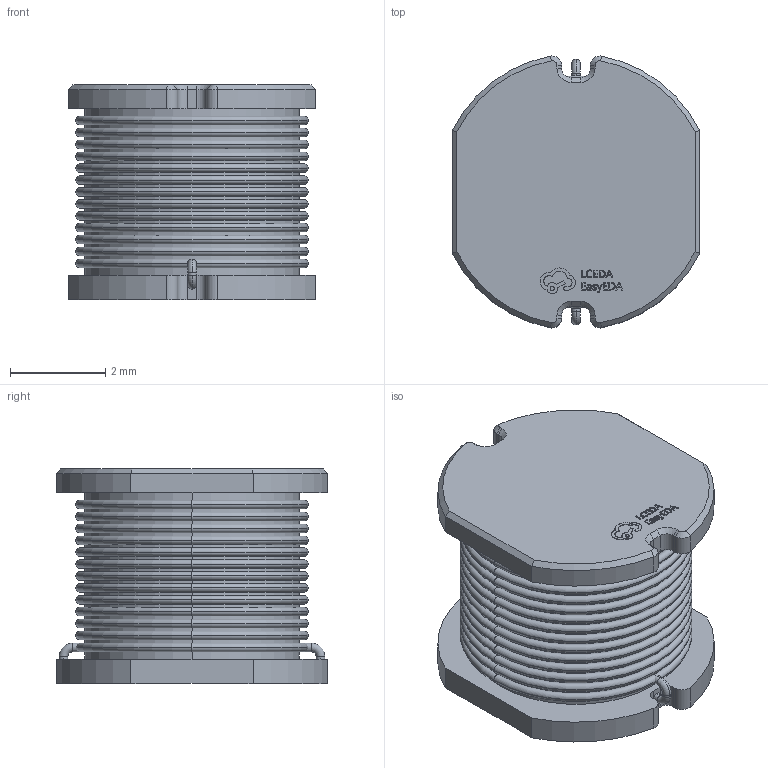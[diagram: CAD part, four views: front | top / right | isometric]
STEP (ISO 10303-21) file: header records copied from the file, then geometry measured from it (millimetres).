
FILE_DESCRIPTION (( 'STEP AP214' ), '1' );
FILE_NAME ('IND-SMD_L5.8-W5.2-H4.5_PIO54.step', '2024-10-14T01:59:39', ( '' ), ( '' ), 'SwSTEP 2.0', 'SolidWorks 2021', '' );
FILE_SCHEMA (( 'AUTOMOTIVE_DESIGN' ));
Length unit declared in the file: millimetre
Products named in the file (1): IND-SMD_L5.8-W5.2-H4.5_PIO54
Bounding box: 5.2 x 5.71 x 4.52 mm (x, y, z)
Volume: 85.4 mm3; surface area: 244.8 mm2
Topology: 14 solids, 14 shells, 366 faces, 949 edges, 606 vertices
Faces by surface type: plane 158, bspline 98, torus 60, cylinder 38, cone 12
Entity records: 16002 total; most frequent: CARTESIAN_POINT 3360, ORIENTED_EDGE 1898, DIRECTION 1483, EDGE_CURVE 949, VERTEX_POINT 606, VECTOR 537, LINE 537, AXIS2_PLACEMENT_3D 473
